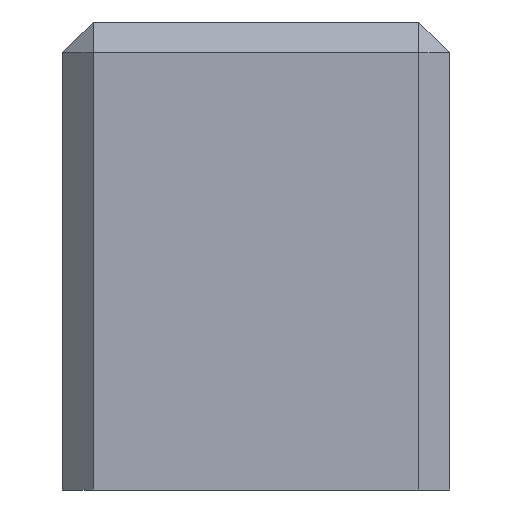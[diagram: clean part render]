
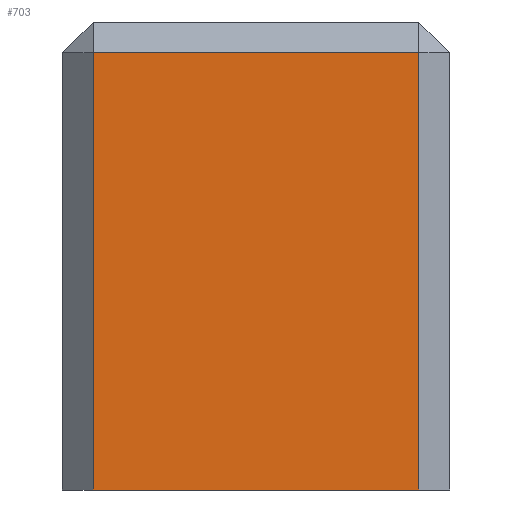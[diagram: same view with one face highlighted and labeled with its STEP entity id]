
A CAD part, front view. The second image highlights one B-rep face of the part: STEP entity #703.
In plain terms, the highlighted planar face has unit normal (0, -1, 0).
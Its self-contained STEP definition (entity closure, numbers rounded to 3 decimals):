
#676=AXIS2_PLACEMENT_3D('Plane Axis2P3D',#673,#674,#675) ;
#587=CARTESIAN_POINT('Vertex',(34.058,18.545,11.3)) ;
#610=CARTESIAN_POINT('Vertex',(34.058,18.545,0.)) ;
#613=CARTESIAN_POINT('Line Origine',(34.058,18.545,5.65)) ;
#673=CARTESIAN_POINT('Axis2P3D Location',(34.858,18.545,0.)) ;
#678=CARTESIAN_POINT('Line Origine',(25.644,18.545,5.65)) ;
#682=CARTESIAN_POINT('Vertex',(25.644,18.545,0.)) ;
#684=CARTESIAN_POINT('Vertex',(25.644,18.545,11.3)) ;
#687=CARTESIAN_POINT('Line Origine',(29.851,18.545,0.)) ;
#692=CARTESIAN_POINT('Line Origine',(29.851,18.545,11.3)) ;
#614=DIRECTION('Vector Direction',(0.,0.,1.)) ;
#674=DIRECTION('Axis2P3D Direction',(0.,1.,-0.)) ;
#675=DIRECTION('Axis2P3D XDirection',(-1.,0.,0.)) ;
#679=DIRECTION('Vector Direction',(0.,0.,1.)) ;
#688=DIRECTION('Vector Direction',(-1.,0.,0.)) ;
#693=DIRECTION('Vector Direction',(-1.,0.,0.)) ;
#615=VECTOR('Line Direction',#614,1.) ;
#680=VECTOR('Line Direction',#679,1.) ;
#689=VECTOR('Line Direction',#688,1.) ;
#694=VECTOR('Line Direction',#693,1.) ;
#698=ORIENTED_EDGE('',*,*,#686,.F.) ;
#699=ORIENTED_EDGE('',*,*,#691,.T.) ;
#700=ORIENTED_EDGE('',*,*,#617,.T.) ;
#701=ORIENTED_EDGE('',*,*,#696,.F.) ;
#703=ADVANCED_FACE('Body.2',(#702),#677,.F.) ;
#617=EDGE_CURVE('',#611,#588,#616,.T.) ;
#686=EDGE_CURVE('',#683,#685,#681,.T.) ;
#691=EDGE_CURVE('',#683,#611,#690,.F.) ;
#696=EDGE_CURVE('',#685,#588,#695,.F.) ;
#697=EDGE_LOOP('',(#698,#699,#700,#701)) ;
#702=FACE_OUTER_BOUND('',#697,.T.) ;
#616=LINE('Line',#613,#615) ;
#681=LINE('Line',#678,#680) ;
#690=LINE('Line',#687,#689) ;
#695=LINE('Line',#692,#694) ;
#677=PLANE('',#676) ;
#588=VERTEX_POINT('',#587) ;
#611=VERTEX_POINT('',#610) ;
#683=VERTEX_POINT('',#682) ;
#685=VERTEX_POINT('',#684) ;
